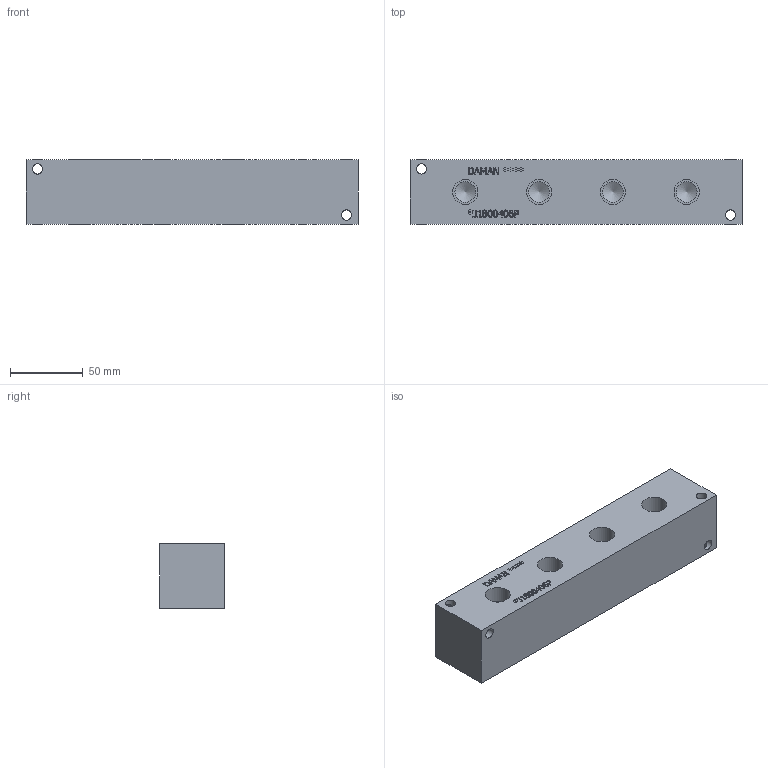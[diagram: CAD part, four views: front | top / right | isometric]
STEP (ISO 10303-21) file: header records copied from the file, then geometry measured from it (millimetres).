
FILE_DESCRIPTION(/* description */ (''),/* implementation_level */ '2;1');
FILE_NAME(/* name */ '_J1800406P.stp',/* time_stamp */ '2020-03-17T08:08:04-04:00',/* author */ ('alexanderw'),/* organization */ (''),/* preprocessor_version */ 'ST-DEVELOPER v17',/* originating_system */ 'Autodesk Inventor 2019',/* authorisation */ '');
FILE_SCHEMA (('AUTOMOTIVE_DESIGN { 1 0 10303 214 3 1 1 }'));
Length unit declared in the file: millimetre
Products named in the file (1): Part_AJ1800406P_3D
Bounding box: 228.6 x 44.45 x 44.45 mm (x, y, z)
Volume: 420580.7 mm3; surface area: 53719.7 mm2
Topology: 1 solids, 1 shells, 356 faces, 968 edges, 648 vertices
Faces by surface type: plane 228, bspline 96, cylinder 24, cone 8
Full cylindrical faces by diameter (mm): 7.137 x8, 14.275 x8, 17.297 x8
Entity records: 11971 total; most frequent: CARTESIAN_POINT 3213, ORIENTED_EDGE 1920, DIRECTION 1366, EDGE_CURVE 960, LINE 692, VECTOR 692, VERTEX_POINT 648, EDGE_LOOP 410
